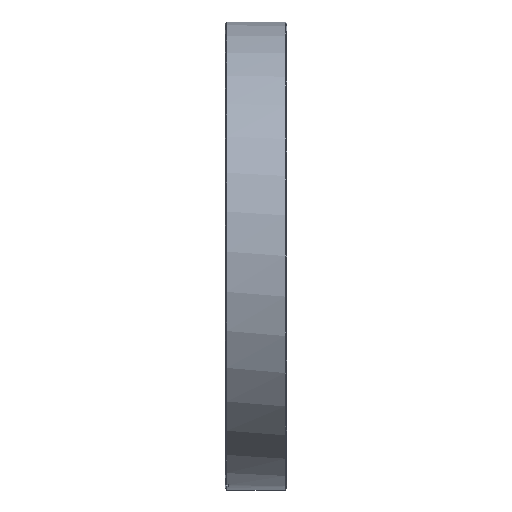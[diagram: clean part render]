
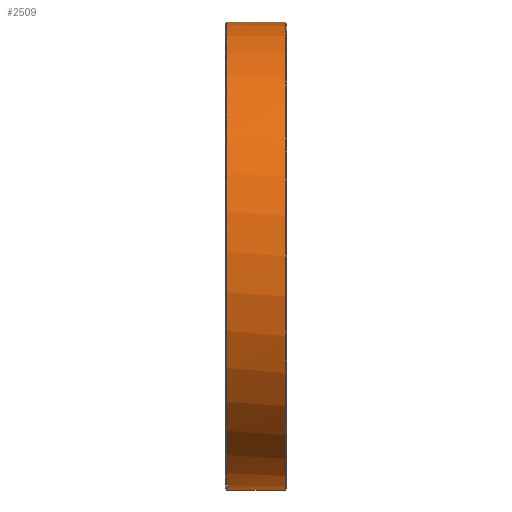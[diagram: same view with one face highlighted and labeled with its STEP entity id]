
A CAD part, left-side view. The second image highlights one B-rep face of the part: STEP entity #2509.
In plain terms, the highlighted cylindrical face has radius 75.8 mm (diameter 151.6 mm), a partial arc.
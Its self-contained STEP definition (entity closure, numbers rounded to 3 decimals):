
#59 = EDGE_CURVE ( 'NONE', #3905, #4523, #3472, .T. ) ;
#256 = DIRECTION ( 'NONE',  ( 0., 0., 1. ) ) ;
#287 = DIRECTION ( 'NONE',  ( 0., -1., 0. ) ) ;
#299 = CARTESIAN_POINT ( 'NONE',  ( 0., -0.5, 0. ) ) ;
#311 = VERTEX_POINT ( 'NONE', #3938 ) ;
#659 = EDGE_CURVE ( 'NONE', #4523, #3142, #820, .T. ) ;
#703 = VERTEX_POINT ( 'NONE', #3386 ) ;
#725 = CARTESIAN_POINT ( 'NONE',  ( -13.806, 19.776, -74.532 ) ) ;
#766 = DIRECTION ( 'NONE',  ( 0., 1., 0. ) ) ;
#800 = CIRCLE ( 'NONE', #3952, 75.8 ) ;
#820 = CIRCLE ( 'NONE', #2735, 75.8 ) ;
#896 = CARTESIAN_POINT ( 'NONE',  ( -15.767, -1., -74.142 ) ) ;
#980 = CARTESIAN_POINT ( 'NONE',  ( -15.767, -0.5, -74.142 ) ) ;
#983 = DIRECTION ( 'NONE',  ( 0., 1., 0. ) ) ;
#985 = CARTESIAN_POINT ( 'NONE',  ( 0., 19.776, -75.8 ) ) ;
#1105 = DIRECTION ( 'NONE',  ( 0., 0., 1. ) ) ;
#1107 = DIRECTION ( 'NONE',  ( 0., -1., 0. ) ) ;
#1121 = CARTESIAN_POINT ( 'NONE',  ( 0., -1., 0. ) ) ;
#1179 = FACE_OUTER_BOUND ( 'NONE', #1895, .T. ) ;
#1205 = AXIS2_PLACEMENT_3D ( 'NONE', #3462, #3445, #3498 ) ;
#1211 = CARTESIAN_POINT ( 'NONE',  ( -15.767, 19.776, -74.142 ) ) ;
#1214 = DIRECTION ( 'NONE',  ( 0., 0., -1. ) ) ;
#1220 = DIRECTION ( 'NONE',  ( 0., 1., 0. ) ) ;
#1225 = CARTESIAN_POINT ( 'NONE',  ( 0., -19.4, 0. ) ) ;
#1255 = CIRCLE ( 'NONE', #3982, 75.8 ) ;
#1264 = DIRECTION ( 'NONE',  ( 0., 1., 0. ) ) ;
#1270 = EDGE_CURVE ( 'NONE', #703, #3905, #800, .T. ) ;
#1279 = EDGE_CURVE ( 'NONE', #3157, #3142, #4661, .T. ) ;
#1306 = EDGE_CURVE ( 'NONE', #3157, #1636, #1255, .T. ) ;
#1336 = EDGE_CURVE ( 'NONE', #703, #311, #2979, .T. ) ;
#1399 = ORIENTED_EDGE ( 'NONE', *, *, #1425, .T. ) ;
#1425 = EDGE_CURVE ( 'NONE', #1636, #1658, #1551, .T. ) ;
#1531 = EDGE_CURVE ( 'NONE', #1658, #311, #2125, .T. ) ;
#1551 = LINE ( 'NONE', #725, #4236 ) ;
#1584 = ORIENTED_EDGE ( 'NONE', *, *, #59, .T. ) ;
#1636 = VERTEX_POINT ( 'NONE', #4720 ) ;
#1658 = VERTEX_POINT ( 'NONE', #4664 ) ;
#1884 = VECTOR ( 'NONE', #4439, 1000. ) ;
#1895 = EDGE_LOOP ( 'NONE', ( #2041, #3290, #1584, #3539, #3563, #2439, #1399, #1913 ) ) ;
#1913 = ORIENTED_EDGE ( 'NONE', *, *, #1531, .T. ) ;
#2041 = ORIENTED_EDGE ( 'NONE', *, *, #1336, .F. ) ;
#2125 = CIRCLE ( 'NONE', #4394, 75.8 ) ;
#2240 = VECTOR ( 'NONE', #1264, 1000. ) ;
#2439 = ORIENTED_EDGE ( 'NONE', *, *, #1306, .T. ) ;
#2509 = ADVANCED_FACE ( 'NONE', ( #1179 ), #3847, .T. ) ;
#2735 = AXIS2_PLACEMENT_3D ( 'NONE', #4037, #4027, #4015 ) ;
#2979 = LINE ( 'NONE', #985, #3043 ) ;
#2999 = CARTESIAN_POINT ( 'NONE',  ( 0., -19.4, 75.8 ) ) ;
#3043 = VECTOR ( 'NONE', #983, 1000. ) ;
#3142 = VERTEX_POINT ( 'NONE', #980 ) ;
#3157 = VERTEX_POINT ( 'NONE', #896 ) ;
#3290 = ORIENTED_EDGE ( 'NONE', *, *, #1270, .T. ) ;
#3386 = CARTESIAN_POINT ( 'NONE',  ( 0., -19.4, -75.8 ) ) ;
#3445 = DIRECTION ( 'NONE',  ( 0., 1., 0. ) ) ;
#3462 = CARTESIAN_POINT ( 'NONE',  ( 0., 19.776, 0. ) ) ;
#3472 = LINE ( 'NONE', #3538, #1884 ) ;
#3498 = DIRECTION ( 'NONE',  ( 0., 0., 1. ) ) ;
#3538 = CARTESIAN_POINT ( 'NONE',  ( 0., 19.776, 75.8 ) ) ;
#3539 = ORIENTED_EDGE ( 'NONE', *, *, #659, .T. ) ;
#3563 = ORIENTED_EDGE ( 'NONE', *, *, #1279, .F. ) ;
#3711 = CARTESIAN_POINT ( 'NONE',  ( 0., -0.5, 75.8 ) ) ;
#3847 = CYLINDRICAL_SURFACE ( 'NONE', #1205, 75.8 ) ;
#3905 = VERTEX_POINT ( 'NONE', #2999 ) ;
#3938 = CARTESIAN_POINT ( 'NONE',  ( 0., -0.5, -75.8 ) ) ;
#3952 = AXIS2_PLACEMENT_3D ( 'NONE', #1225, #1220, #1214 ) ;
#3982 = AXIS2_PLACEMENT_3D ( 'NONE', #1121, #1107, #1105 ) ;
#4015 = DIRECTION ( 'NONE',  ( 0., 0., 1. ) ) ;
#4027 = DIRECTION ( 'NONE',  ( 0., -1., 0. ) ) ;
#4037 = CARTESIAN_POINT ( 'NONE',  ( 0., -0.5, 0. ) ) ;
#4236 = VECTOR ( 'NONE', #766, 1000. ) ;
#4394 = AXIS2_PLACEMENT_3D ( 'NONE', #299, #287, #256 ) ;
#4439 = DIRECTION ( 'NONE',  ( 0., 1., 0. ) ) ;
#4523 = VERTEX_POINT ( 'NONE', #3711 ) ;
#4661 = LINE ( 'NONE', #1211, #2240 ) ;
#4664 = CARTESIAN_POINT ( 'NONE',  ( -13.806, -0.5, -74.532 ) ) ;
#4720 = CARTESIAN_POINT ( 'NONE',  ( -13.806, -1., -74.532 ) ) ;
